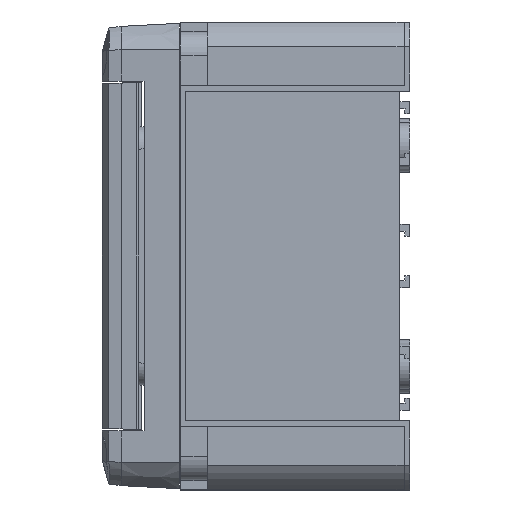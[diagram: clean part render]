
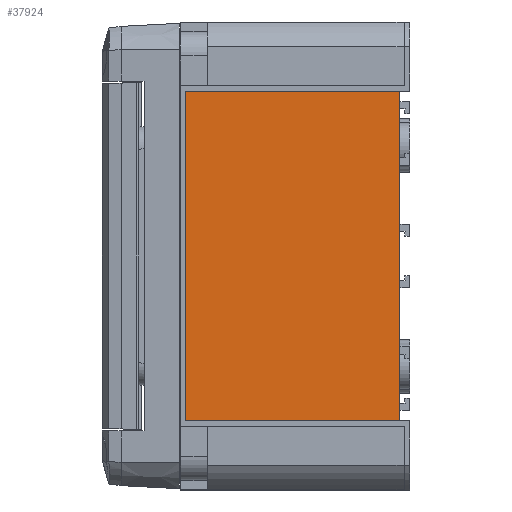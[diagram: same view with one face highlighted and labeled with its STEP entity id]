
A CAD part, left-side view. The second image highlights one B-rep face of the part: STEP entity #37924.
In plain terms, the highlighted planar face has unit normal (-1, 0, 0).
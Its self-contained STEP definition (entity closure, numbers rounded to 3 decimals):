
#595 = LINE ( 'NONE', #49902, #55569 ) ;
#3181 = PLANE ( 'NONE',  #19386 ) ;
#3206 = CARTESIAN_POINT ( 'NONE',  ( -118.841, 87.5, -67.2 ) ) ;
#4252 = LINE ( 'NONE', #53873, #51831 ) ;
#4640 = ORIENTED_EDGE ( 'NONE', *, *, #44959, .T. ) ;
#4734 = CARTESIAN_POINT ( 'NONE',  ( -118.841, 0., -67.2 ) ) ;
#5136 = CARTESIAN_POINT ( 'NONE',  ( -118.841, 0., 67.2 ) ) ;
#6966 = CARTESIAN_POINT ( 'NONE',  ( -118.841, 0., 0. ) ) ;
#7486 = VERTEX_POINT ( 'NONE', #5136 ) ;
#11810 = EDGE_LOOP ( 'NONE', ( #45033, #52624, #4640, #51405 ) ) ;
#12468 = CARTESIAN_POINT ( 'NONE',  ( -118.841, 87.5, -67.2 ) ) ;
#13747 = CARTESIAN_POINT ( 'NONE',  ( -118.841, 0., 0. ) ) ;
#15085 = DIRECTION ( 'NONE',  ( 0., 1., 0. ) ) ;
#15688 = DIRECTION ( 'NONE',  ( -1., 0., 0. ) ) ;
#17499 = VERTEX_POINT ( 'NONE', #3206 ) ;
#19090 = VECTOR ( 'NONE', #31471, 1000. ) ;
#19386 = AXIS2_PLACEMENT_3D ( 'NONE', #6966, #15688, #55737 ) ;
#21778 = LINE ( 'NONE', #12468, #56420 ) ;
#22265 = DIRECTION ( 'NONE',  ( 0., 0., -1. ) ) ;
#23952 = EDGE_CURVE ( 'NONE', #17499, #46278, #21778, .T. ) ;
#26150 = DIRECTION ( 'NONE',  ( 0., -1., 0. ) ) ;
#29225 = VERTEX_POINT ( 'NONE', #53020 ) ;
#31471 = DIRECTION ( 'NONE',  ( 0., 0., 1. ) ) ;
#37924 = ADVANCED_FACE ( 'NONE', ( #56021 ), #3181, .T. ) ;
#44231 = LINE ( 'NONE', #13747, #19090 ) ;
#44959 = EDGE_CURVE ( 'NONE', #7486, #29225, #595, .T. ) ;
#45033 = ORIENTED_EDGE ( 'NONE', *, *, #23952, .T. ) ;
#46278 = VERTEX_POINT ( 'NONE', #4734 ) ;
#49902 = CARTESIAN_POINT ( 'NONE',  ( -118.841, 87.5, 67.2 ) ) ;
#50895 = EDGE_CURVE ( 'NONE', #46278, #7486, #44231, .T. ) ;
#51405 = ORIENTED_EDGE ( 'NONE', *, *, #55621, .T. ) ;
#51831 = VECTOR ( 'NONE', #22265, 1000. ) ;
#52624 = ORIENTED_EDGE ( 'NONE', *, *, #50895, .T. ) ;
#53020 = CARTESIAN_POINT ( 'NONE',  ( -118.841, 87.5, 67.2 ) ) ;
#53873 = CARTESIAN_POINT ( 'NONE',  ( -118.841, 87.5, -67.2 ) ) ;
#55569 = VECTOR ( 'NONE', #15085, 1000. ) ;
#55621 = EDGE_CURVE ( 'NONE', #29225, #17499, #4252, .T. ) ;
#55737 = DIRECTION ( 'NONE',  ( 0., 0., 1. ) ) ;
#56021 = FACE_OUTER_BOUND ( 'NONE', #11810, .T. ) ;
#56420 = VECTOR ( 'NONE', #26150, 1000. ) ;
